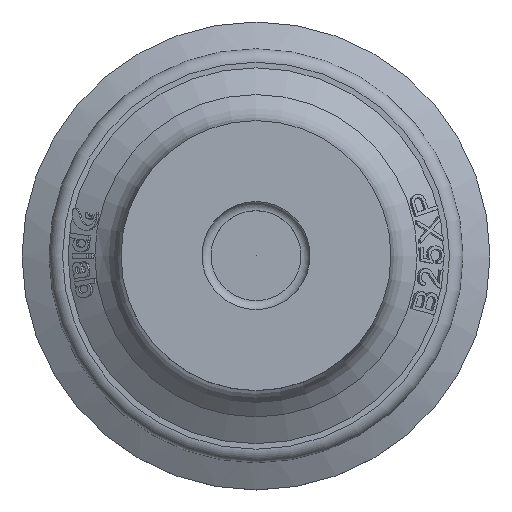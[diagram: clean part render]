
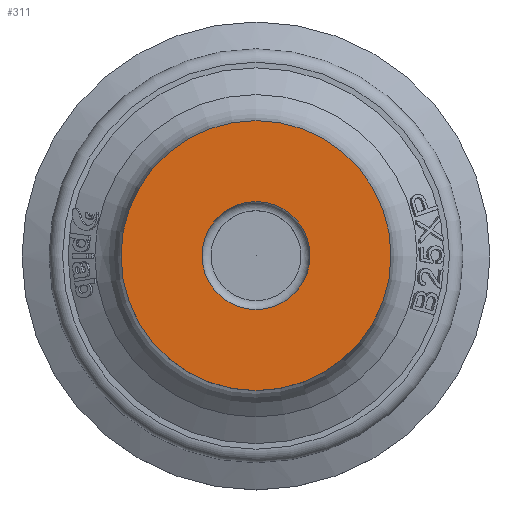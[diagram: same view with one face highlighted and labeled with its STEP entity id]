
A CAD part, top view. The second image highlights one B-rep face of the part: STEP entity #311.
In plain terms, the highlighted planar face has unit normal (0, 0, 1).
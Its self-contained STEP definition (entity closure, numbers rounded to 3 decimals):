
#311 = ADVANCED_FACE( '', ( #777, #778 ), #779, .F. );
#777 = FACE_OUTER_BOUND( '', #2799, .T. );
#778 = FACE_BOUND( '', #2800, .T. );
#779 = PLANE( '', #2801 );
#2799 = EDGE_LOOP( '', ( #4231 ) );
#2800 = EDGE_LOOP( '', ( #4232 ) );
#2801 = AXIS2_PLACEMENT_3D( '', #4233, #4234, #4235 );
#4231 = ORIENTED_EDGE( '', *, *, #4934, .F. );
#4232 = ORIENTED_EDGE( '', *, *, #4935, .T. );
#4233 = CARTESIAN_POINT( '', ( -7.5, 0., 19.402 ) );
#4234 = DIRECTION( '', ( 0., 0., -1. ) );
#4235 = DIRECTION( '', ( -1., 0., 0. ) );
#4934 = EDGE_CURVE( '', #5855, #5855, #5856, .T. );
#4935 = EDGE_CURVE( '', #5857, #5857, #5858, .T. );
#5855 = VERTEX_POINT( '', #8769 );
#5856 = CIRCLE( '', #8770, 7.5 );
#5857 = VERTEX_POINT( '', #8771 );
#5858 = CIRCLE( '', #8772, 3. );
#8769 = CARTESIAN_POINT( '', ( -7.5, 0., 19.402 ) );
#8770 = AXIS2_PLACEMENT_3D( '', #9180, #9181, #9182 );
#8771 = CARTESIAN_POINT( '', ( -3., 0., 19.402 ) );
#8772 = AXIS2_PLACEMENT_3D( '', #9183, #9184, #9185 );
#9180 = CARTESIAN_POINT( '', ( 0., 0., 19.402 ) );
#9181 = DIRECTION( '', ( 0., 0., -1. ) );
#9182 = DIRECTION( '', ( -1., 0., 0. ) );
#9183 = CARTESIAN_POINT( '', ( 0., 0., 19.402 ) );
#9184 = DIRECTION( '', ( 0., 0., -1. ) );
#9185 = DIRECTION( '', ( -1., 0., 0. ) );
